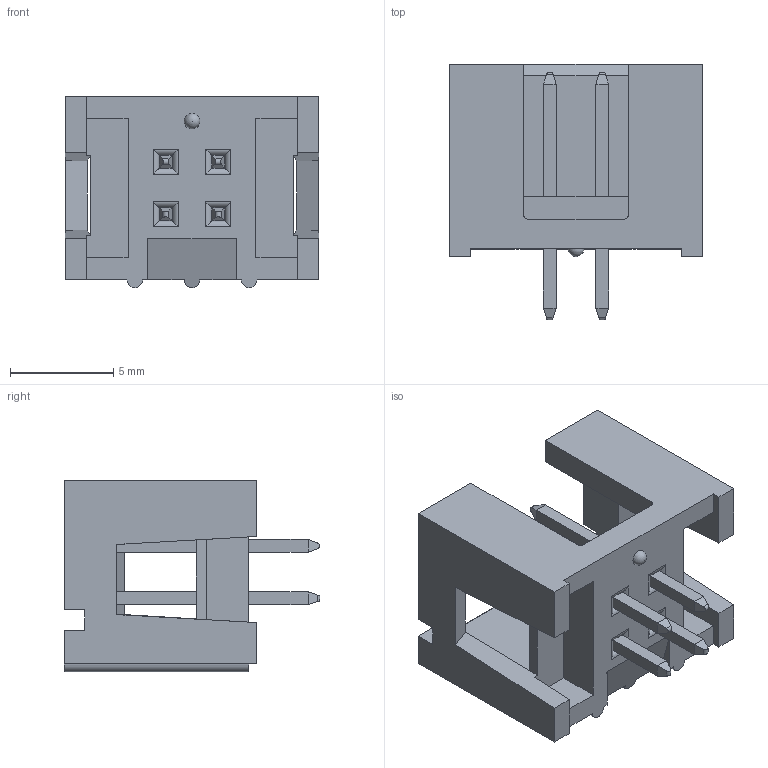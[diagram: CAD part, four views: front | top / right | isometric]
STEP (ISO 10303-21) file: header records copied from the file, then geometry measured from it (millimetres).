
FILE_DESCRIPTION (( 'STEP AP214' ), '1' );
FILE_NAME ('75869-130LF.STEP', '2026-02-27T04:16:20', ( '' ), ( '' ), 'SwSTEP 2.0', 'SolidWorks 2025', '' );
FILE_SCHEMA (( 'AUTOMOTIVE_DESIGN' ));
Length unit declared in the file: inch
Products named in the file (3): 75869-130LF; 71953-Y01; 71965_Y04
Assembly tree (5 placements, depth 2):
  75869-130LF
    71965_Y04
    71953-Y01  x4
Bounding box: 12.29 x 12.37 x 9.27 mm (x, y, z)
Volume: 421.9 mm3; surface area: 926.3 mm2
Topology: 5 solids, 5 shells, 149 faces, 378 edges, 235 vertices
Faces by surface type: plane 119, cylinder 29, sphere 1
Entity records: 3589 total; most frequent: CARTESIAN_POINT 768, ORIENTED_EDGE 584, DIRECTION 512, EDGE_CURVE 292, VECTOR 260, LINE 260, VERTEX_POINT 186, AXIS2_PLACEMENT_3D 126
